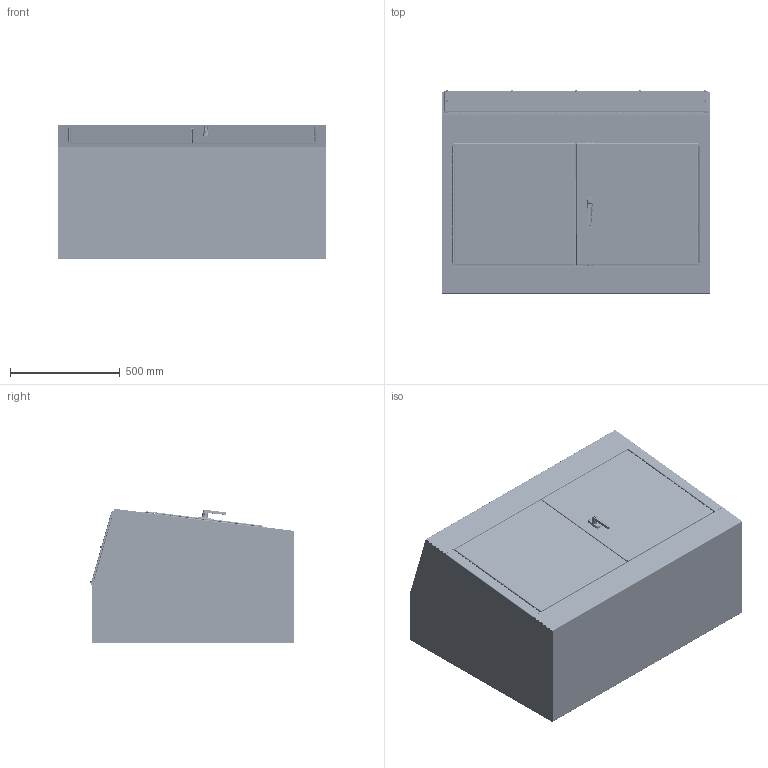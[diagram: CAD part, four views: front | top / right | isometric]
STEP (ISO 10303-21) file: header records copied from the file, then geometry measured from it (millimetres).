
FILE_DESCRIPTION(/* description */ ('ENCL., WC12, DD, CONSOLE BODY, 36X48X20'),/* implementation_level */ '2;1');
FILE_NAME(/* name */ 'WC1248BD.stp',/* time_stamp */ '2021-03-22T14:49:40-05:00',/* author */ ('MR'),/* organization */ (''),/* preprocessor_version */ 'ST-DEVELOPER v18.1',/* originating_system */ 'Autodesk Inventor 2020',/* authorisation */ '');
FILE_SCHEMA (('AUTOMOTIVE_DESIGN { 1 0 10303 214 3 1 1 }'));
Products named in the file (50): WC1248BD; WC1248BDBTB; WC12BCONSOLEEWPLS; WC12BCONSOLEEWPRS; WC1248BDADR; WC1248BDDRSTRIPGSK; WC1248BDSDR; 3244; WC1248BDCTP; H5050135; H5050135_1; H5050135_2; 34984; WC1248BDCTPSTRIPGSK; 38846; 3244 GASKET; 3244 SCREW; 3244 COTTER PIN; 3934; 3761; 39036; WC1248BDPNL; 349104; 37036; 37036_1; 3862; 31215; HFW3762; ANSI B18.6.3 - 3/8-16 UNC - 1.75; 38620-22; 38622; H5050135_3; H5050135_4; H5050135_5; WC1248BDLDR; WC1248BDDRPKTGSK; 37633; 3889; HFW3888; HFW372235 ...
Assembly tree (90 placements, depth 4):
  WC1248BD
    WC1248BDBTB
    WC12BCONSOLEEWPLS
    WC12BCONSOLEEWPRS
    WC1248BDADR
    H5050135_3  x2
    H5050135_5  x2
    H5050135_4  x2
    WC1248BDDRSTRIPGSK
    WC1248BDSDR
    3244
    WC1248BDCTP
    H5050135
    H5050135_1
    H5050135_2
    HFW3888  x2
    37633  x2
    3889  x10
    34984  x7
    WC1248BDCTPSTRIPGSK
    38846  x2
    3244 GASKET
    3244 SCREW  x2
    3244 COTTER PIN
    3934
    3761
    39036
    WC1248BDPNL
    349104  x8
    37036  x2
      37036_1
      3862
      31215
      HFW3762
    ANSI B18.6.3 - 3/8-16 UNC - 1.75  x2
    38620-22  x2
    38622  x2
    WC1248BDLDR
    WC1248BDDRPKTGSK
    HFW372235  x7
      HFW372235-WASHER
      HFW372235-SCREW
    HFW312002  x2
      CP10184202R01_Standard
        CP10184202R01_Deep Recess
        CP10184202R03 MODIFY
      CP10184202R02
      CP10184202R04
        _22030_0932_Spring_Plunger__1_b_2
        _22030_0932_Spring_Plunger__1_a_4
Bounding box: 1222.38 x 925.52 x 611.14 mm (x, y, z)
Volume: 12425690.6 mm3; surface area: 12501309.9 mm2
Topology: 101 solids, 148 shells, 4769 faces, 12515 edges, 8110 vertices
Faces by surface type: plane 2426, cylinder 1293, bspline 687, cone 180, torus 109, sphere 74
Full cylindrical faces by diameter (mm): 1.5 x2, 2.5 x2, 3.17 x1, 3.175 x3, 3.302 x1, 3.5 x2, 3.505 x176, 3.556 x7, 3.589 x63, 3.795 x24, 3.962 x7, 4 x3, 4.039 x2, 4.445 x7, 4.724 x56, 4.773 x2, 4.826 x18, 4.978 x7, 5 x2, 5.16 x20, 5.556 x2, 6 x2, 6.128 x2, 6.172 x2, 6.299 x7, 6.35 x17, 6.528 x7, 6.535 x16, 7.144 x2, 7.798 x8
Entity records: 136225 total; most frequent: CARTESIAN_POINT 58165, ORIENTED_EDGE 16354, DIRECTION 14239, EDGE_CURVE 8177, VERTEX_POINT 5287, LINE 4873, VECTOR 4873, AXIS2_PLACEMENT_3D 4683
